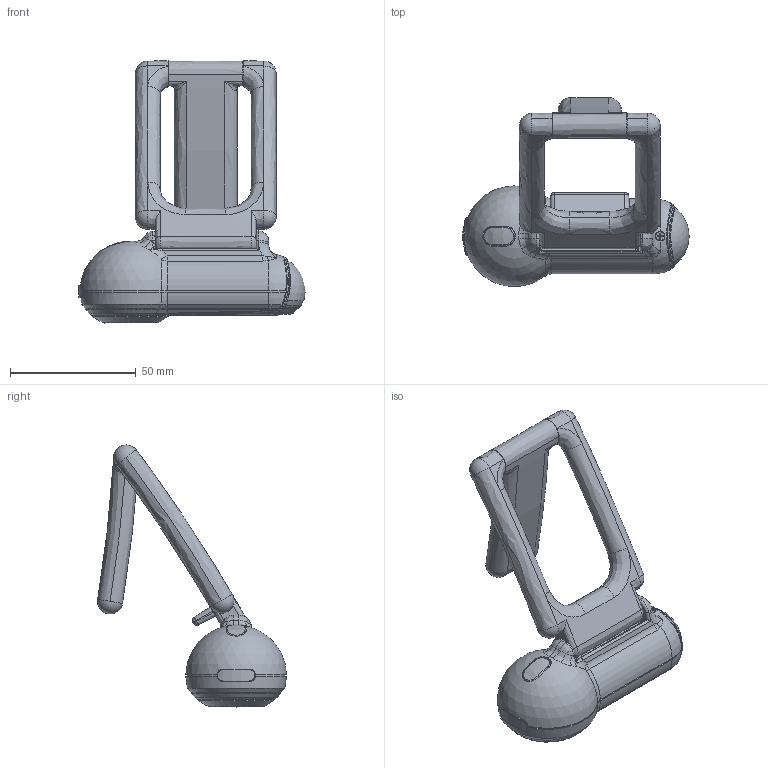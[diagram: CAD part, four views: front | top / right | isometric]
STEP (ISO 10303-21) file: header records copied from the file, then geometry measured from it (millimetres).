
FILE_DESCRIPTION((''),'2;1');
FILE_NAME('kamerica.stp','2011-12-04T23:43:50',('BOZIDAR'),(''),'Autodesk Inventor 2012','Autodesk Inventor 2012','');
FILE_SCHEMA(('AUTOMOTIVE_DESIGN { 1 0 10303 214 1 1 1 1 }'));
Length unit declared in the file: millimetre
Products named in the file (14): kamerica; gornji shiny dio; objektiv; unutrasnja plastika; staklence; svjetlasce; staklo; Cross Recessed Flat Countersunk Head Machine Screw - Type I - Metric M2x0,4 x 5; drska; dio drske; drugi dio drske; majk_Shrinkwrap; mrezica
Assembly tree (13 placements, depth 3):
  kamerica
    kamerica
    gornji shiny dio
    objektiv
    unutrasnja plastika
    staklence
    svjetlasce
    staklo
    Cross Recessed Flat Countersunk Head Machine Screw - Type I - Metric M2x0,4 x 5
    drska
      dio drske
      drugi dio drske
    majk_Shrinkwrap
    mrezica
Bounding box: 89.91 x 75.1 x 104.13 mm (x, y, z)
Volume: 94104 mm3; surface area: 32318.7 mm2
Topology: 14 solids, 14 shells, 365 faces, 880 edges, 538 vertices
Faces by surface type: bspline 159, plane 74, cylinder 73, torus 25, sphere 17, cone 17
Full cylindrical faces by diameter (mm): 2 x2, 3 x6, 3.5 x1, 3.8 x1, 4.25 x1, 6.75 x1, 7.25 x1, 11.5 x1, 12.5 x4, 16.881 x1, 18.5 x2, 30 x1
Entity records: 18513 total; most frequent: CARTESIAN_POINT 10856, ORIENTED_EDGE 1656, DIRECTION 1185, EDGE_CURVE 828, AXIS2_PLACEMENT_3D 534, VERTEX_POINT 527, EDGE_LOOP 419, B_SPLINE_CURVE_WITH_KNOTS 401
